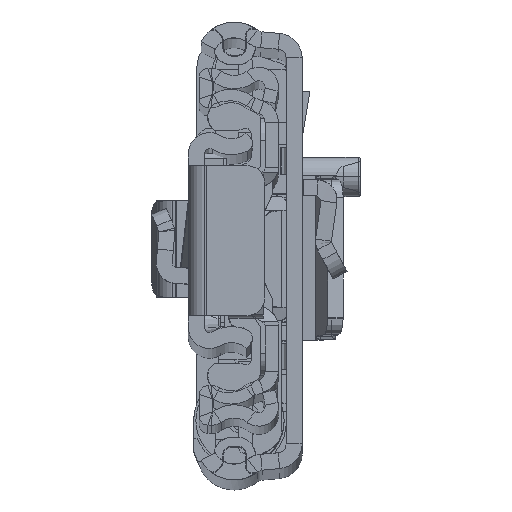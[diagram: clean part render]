
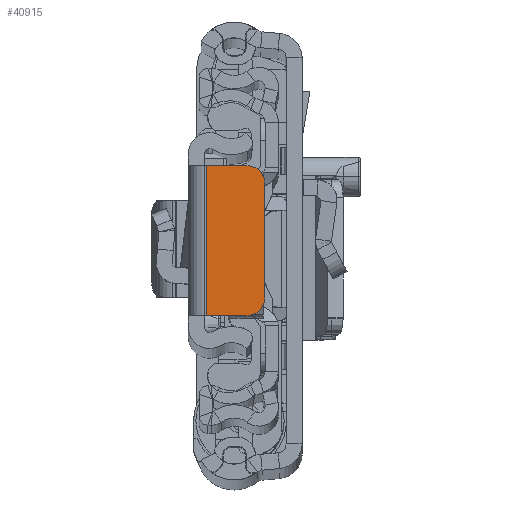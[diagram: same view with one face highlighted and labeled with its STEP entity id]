
A CAD part, top view. The second image highlights one B-rep face of the part: STEP entity #40915.
In plain terms, the highlighted planar face has unit normal (0, 0, 1).
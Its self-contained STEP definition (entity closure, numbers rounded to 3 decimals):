
#134 = CIRCLE ( 'NONE', #12325, 2. ) ;
#1677 = LINE ( 'NONE', #18402, #22755 ) ;
#2963 = VERTEX_POINT ( 'NONE', #10900 ) ;
#3870 = CARTESIAN_POINT ( 'NONE',  ( 0., -8.5, 0. ) ) ;
#4261 = CARTESIAN_POINT ( 'NONE',  ( -6.65, -6.5, 0. ) ) ;
#5700 = ORIENTED_EDGE ( 'NONE', *, *, #21101, .F. ) ;
#7969 = DIRECTION ( 'NONE',  ( 0., 0., -1. ) ) ;
#8254 = EDGE_CURVE ( 'NONE', #29173, #12273, #29701, .T. ) ;
#8374 = CIRCLE ( 'NONE', #21895, 2. ) ;
#10900 = CARTESIAN_POINT ( 'NONE',  ( -6.65, 8.5, 0. ) ) ;
#12273 = VERTEX_POINT ( 'NONE', #40382 ) ;
#12325 = AXIS2_PLACEMENT_3D ( 'NONE', #4261, #26909, #39799 ) ;
#14803 = DIRECTION ( 'NONE',  ( 0., -1., 0. ) ) ;
#15715 = VECTOR ( 'NONE', #32928, 1000. ) ;
#18402 = CARTESIAN_POINT ( 'NONE',  ( -2.05, -8.5, 0. ) ) ;
#18576 = EDGE_CURVE ( 'NONE', #2963, #29392, #8374, .T. ) ;
#20379 = DIRECTION ( 'NONE',  ( -1., 0., 0. ) ) ;
#20820 = VERTEX_POINT ( 'NONE', #34363 ) ;
#20936 = CARTESIAN_POINT ( 'NONE',  ( -6.65, -8.5, 0. ) ) ;
#21101 = EDGE_CURVE ( 'NONE', #20820, #12273, #1677, .T. ) ;
#21318 = CARTESIAN_POINT ( 'NONE',  ( 0., 0., 0. ) ) ;
#21715 = CARTESIAN_POINT ( 'NONE',  ( -8.65, 0., 0. ) ) ;
#21895 = AXIS2_PLACEMENT_3D ( 'NONE', #33466, #23547, #20379 ) ;
#21911 = EDGE_LOOP ( 'NONE', ( #23154, #29334, #37580, #5700, #39088, #40667 ) ) ;
#22755 = VECTOR ( 'NONE', #14803, 1000. ) ;
#23154 = ORIENTED_EDGE ( 'NONE', *, *, #33307, .T. ) ;
#23230 = LINE ( 'NONE', #23633, #15715 ) ;
#23547 = DIRECTION ( 'NONE',  ( 0., 0., 1. ) ) ;
#23633 = CARTESIAN_POINT ( 'NONE',  ( 0., 8.5, 0. ) ) ;
#24201 = VECTOR ( 'NONE', #28461, 1000. ) ;
#24685 = DIRECTION ( 'NONE',  ( -1., 0., 0. ) ) ;
#26909 = DIRECTION ( 'NONE',  ( 0., 0., 1. ) ) ;
#26991 = VERTEX_POINT ( 'NONE', #40920 ) ;
#27835 = LINE ( 'NONE', #21715, #24201 ) ;
#28461 = DIRECTION ( 'NONE',  ( 0., -1., 0. ) ) ;
#29173 = VERTEX_POINT ( 'NONE', #20936 ) ;
#29334 = ORIENTED_EDGE ( 'NONE', *, *, #41225, .T. ) ;
#29392 = VERTEX_POINT ( 'NONE', #30000 ) ;
#29489 = EDGE_CURVE ( 'NONE', #20820, #2963, #23230, .T. ) ;
#29701 = LINE ( 'NONE', #3870, #35854 ) ;
#30000 = CARTESIAN_POINT ( 'NONE',  ( -8.65, 6.5, 0. ) ) ;
#30628 = FACE_OUTER_BOUND ( 'NONE', #21911, .T. ) ;
#32928 = DIRECTION ( 'NONE',  ( -1., 0., 0. ) ) ;
#33307 = EDGE_CURVE ( 'NONE', #29392, #26991, #27835, .T. ) ;
#33466 = CARTESIAN_POINT ( 'NONE',  ( -6.65, 6.5, 0. ) ) ;
#34363 = CARTESIAN_POINT ( 'NONE',  ( -2.05, 8.5, 0. ) ) ;
#35244 = AXIS2_PLACEMENT_3D ( 'NONE', #21318, #7969, #24685 ) ;
#35854 = VECTOR ( 'NONE', #39616, 1000. ) ;
#37580 = ORIENTED_EDGE ( 'NONE', *, *, #8254, .T. ) ;
#37763 = PLANE ( 'NONE',  #35244 ) ;
#39088 = ORIENTED_EDGE ( 'NONE', *, *, #29489, .T. ) ;
#39616 = DIRECTION ( 'NONE',  ( 1., 0., 0. ) ) ;
#39799 = DIRECTION ( 'NONE',  ( -1., 0., 0. ) ) ;
#40382 = CARTESIAN_POINT ( 'NONE',  ( -2.05, -8.5, 0. ) ) ;
#40667 = ORIENTED_EDGE ( 'NONE', *, *, #18576, .T. ) ;
#40915 = ADVANCED_FACE ( 'NONE', ( #30628 ), #37763, .F. ) ;
#40920 = CARTESIAN_POINT ( 'NONE',  ( -8.65, -6.5, 0. ) ) ;
#41225 = EDGE_CURVE ( 'NONE', #26991, #29173, #134, .T. ) ;
